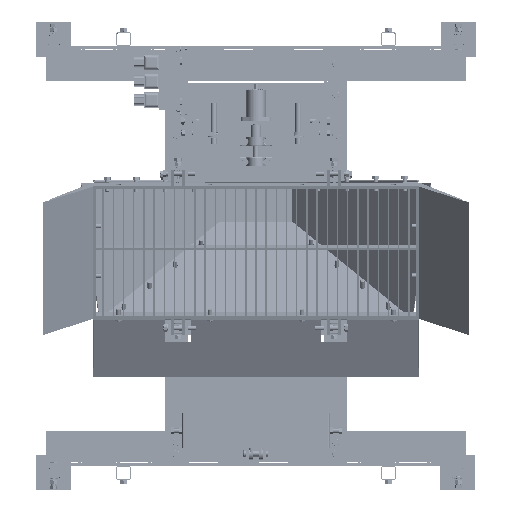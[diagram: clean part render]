
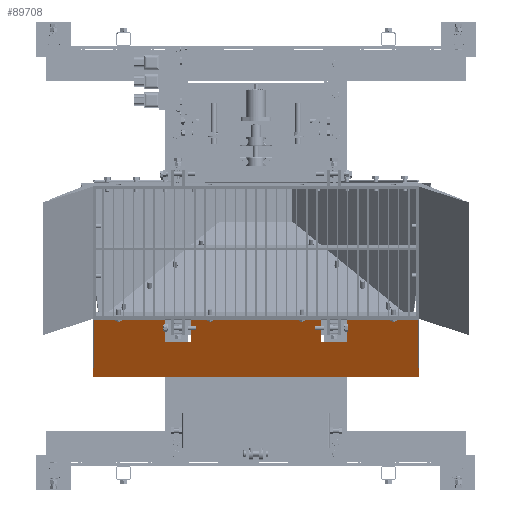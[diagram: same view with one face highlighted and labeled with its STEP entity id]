
A CAD part, top view. The second image highlights one B-rep face of the part: STEP entity #89708.
In plain terms, the highlighted planar face has unit normal (0, -0.481, 0.876).
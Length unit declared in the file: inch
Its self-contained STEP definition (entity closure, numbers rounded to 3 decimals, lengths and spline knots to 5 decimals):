
#34745=VERTEX_POINT('',#145732);
#34746=VERTEX_POINT('',#145733);
#34761=VERTEX_POINT('',#145764);
#34768=VERTEX_POINT('',#145783);
#34770=VERTEX_POINT('',#145787);
#34771=VERTEX_POINT('',#145788);
#34780=VERTEX_POINT('',#145816);
#34784=VERTEX_POINT('',#145825);
#34785=VERTEX_POINT('',#145829);
#34790=VERTEX_POINT('',#145843);
#34791=VERTEX_POINT('',#145845);
#34792=VERTEX_POINT('',#145850);
#41412=VECTOR('',#112108,1.);
#41426=VECTOR('',#112126,1.);
#41431=VECTOR('',#112145,1.);
#41433=VECTOR('',#112152,1.);
#41448=VECTOR('',#112175,1.);
#41449=VECTOR('',#112177,1.);
#41454=VECTOR('',#112183,1.);
#41456=VECTOR('',#112188,1.);
#41458=VECTOR('',#112191,1.);
#41459=VECTOR('',#112192,1.);
#48029=LINE('',#145731,#41412);
#48043=LINE('',#145765,#41426);
#48048=LINE('',#145784,#41431);
#48050=LINE('',#145794,#41433);
#48065=LINE('',#145826,#41448);
#48066=LINE('',#145828,#41449);
#48071=LINE('',#145839,#41454);
#48073=LINE('',#145844,#41456);
#48075=LINE('',#145848,#41458);
#48076=LINE('',#145849,#41459);
#57605=EDGE_CURVE('',#34745,#34746,#48029,.T.);
#57622=EDGE_CURVE('',#34746,#34761,#48043,.T.);
#57633=EDGE_CURVE('',#34768,#34761,#48048,.T.);
#57635=EDGE_CURVE('',#34770,#34771,#48048,.T.);
#57639=EDGE_CURVE('',#34770,#34745,#48050,.T.);
#57658=EDGE_CURVE('',#34780,#34784,#48065,.T.);
#57659=EDGE_CURVE('',#34784,#34785,#48066,.T.);
#57668=EDGE_CURVE('',#34785,#34771,#48071,.T.);
#57671=EDGE_CURVE('',#34790,#34791,#48073,.T.);
#57673=EDGE_CURVE('',#34791,#34768,#48075,.T.);
#57674=EDGE_CURVE('',#34792,#34790,#48076,.T.);
#57675=EDGE_CURVE('',#34780,#34792,#48048,.T.);
#76829=ORIENTED_EDGE('',*,*,#57622,.T.);
#76830=ORIENTED_EDGE('',*,*,#57633,.F.);
#76831=ORIENTED_EDGE('',*,*,#57673,.F.);
#76832=ORIENTED_EDGE('',*,*,#57671,.F.);
#76833=ORIENTED_EDGE('',*,*,#57674,.F.);
#76834=ORIENTED_EDGE('',*,*,#57675,.F.);
#76835=ORIENTED_EDGE('',*,*,#57658,.T.);
#76836=ORIENTED_EDGE('',*,*,#57659,.T.);
#76837=ORIENTED_EDGE('',*,*,#57668,.T.);
#76838=ORIENTED_EDGE('',*,*,#57635,.F.);
#76839=ORIENTED_EDGE('',*,*,#57639,.T.);
#76840=ORIENTED_EDGE('',*,*,#57605,.T.);
#81455=EDGE_LOOP('',(#76829,#76830,#76831,#76832,#76833,#76834,#76835,#76836,
#76837,#76838,#76839,#76840));
#85918=FACE_BOUND('',#81455,.T.);
#89708=ADVANCED_FACE('',(#85918),#148675,.T.);
#95768=AXIS2_PLACEMENT_3D('',#145847,#112190,$);
#112108=DIRECTION('',(-1.,0.,0.));
#112126=DIRECTION('',(0.,0.876,0.481));
#112145=DIRECTION('',(1.,0.,0.));
#112152=DIRECTION('',(0.,-0.876,-0.481));
#112175=DIRECTION('',(0.,-0.876,-0.481));
#112177=DIRECTION('',(-1.,0.,0.));
#112183=DIRECTION('',(0.,0.876,0.481));
#112188=DIRECTION('',(-1.,0.,0.));
#112190=DIRECTION('',(0.,-0.481,0.876));
#112191=DIRECTION('',(0.,0.876,0.481));
#112192=DIRECTION('',(0.,-0.876,-0.481));
#145731=CARTESIAN_POINT('',(-17.00212,-61.28178,163.78114));
#145732=CARTESIAN_POINT('',(-28.28925,-61.28178,163.78114));
#145733=CARTESIAN_POINT('',(-39.71925,-61.28178,163.78114));
#145764=CARTESIAN_POINT('',(-39.71925,-49.85513,170.0577));
#145765=CARTESIAN_POINT('',(-39.71925,-59.32106,164.85815));
#145783=CARTESIAN_POINT('',(-71.12,-49.85513,170.0577));
#145784=CARTESIAN_POINT('',(0.,-49.85513,170.0577));
#145787=CARTESIAN_POINT('',(-28.28925,-49.85513,170.0577));
#145788=CARTESIAN_POINT('',(28.28925,-49.85513,170.0577));
#145794=CARTESIAN_POINT('',(-28.28925,-59.32106,164.85815));
#145816=CARTESIAN_POINT('',(39.71925,-49.85513,170.0577));
#145825=CARTESIAN_POINT('',(39.71925,-61.28178,163.78114));
#145826=CARTESIAN_POINT('',(39.71925,-59.32106,164.85815));
#145828=CARTESIAN_POINT('',(17.00213,-61.28178,163.78114));
#145829=CARTESIAN_POINT('',(28.28925,-61.28178,163.78114));
#145839=CARTESIAN_POINT('',(28.28925,-59.32106,164.85815));
#145843=CARTESIAN_POINT('',(71.12,-76.45343,155.44749));
#145844=CARTESIAN_POINT('',(71.12,-76.45343,155.44749));
#145845=CARTESIAN_POINT('',(-71.12,-76.45343,155.44749));
#145847=CARTESIAN_POINT('',(0.,-63.07366,162.79688));
#145848=CARTESIAN_POINT('',(-71.12,-76.45343,155.44749));
#145849=CARTESIAN_POINT('',(71.12,-49.69388,170.14627));
#145850=CARTESIAN_POINT('',(71.12,-49.85513,170.0577));
#148675=PLANE('',#95768);
